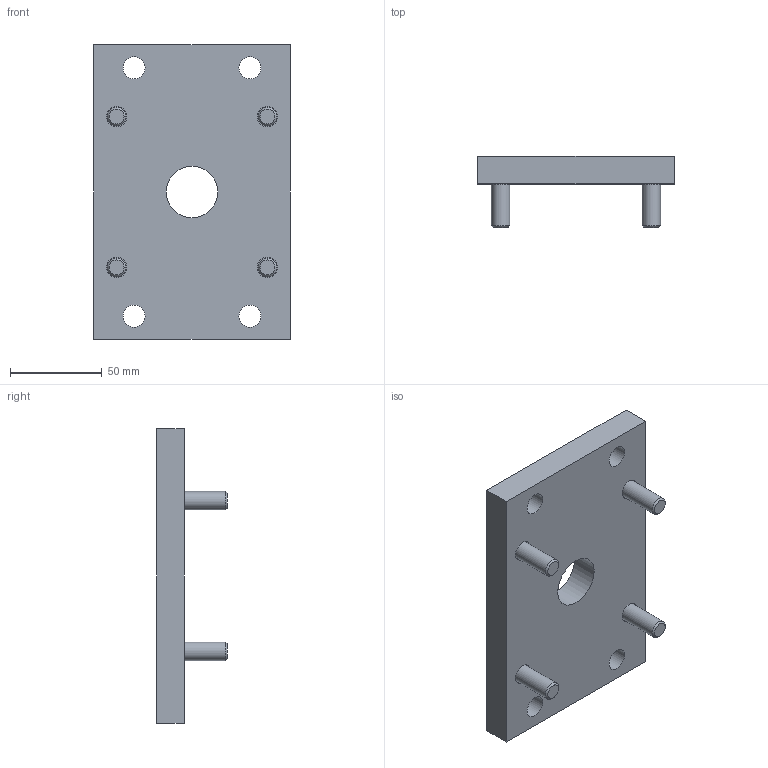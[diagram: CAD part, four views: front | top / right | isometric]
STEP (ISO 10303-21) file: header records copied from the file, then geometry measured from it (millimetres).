
FILE_DESCRIPTION(/* description */ ('STEP AP214'),/* implementation_level */ '2;1');
FILE_NAME(/* name */ '157306_FUA-80',/* time_stamp */ '2024-08-26T02:42:22+02:00',/* author */ ('License CC BY-ND 4.0'),/* organization */ ('CADENAS'),/* preprocessor_version */ 'ST-DEVELOPER v19.3',/* originating_system */ 'PARTsolutions',/* authorisation */ ' ');
FILE_SCHEMA (('AUTOMOTIVE_DESIGN {1 0 10303 214 3 1 1}'));
Length unit declared in the file: millimetre
Products named in the file (3): 157306 FUA-80; 157306 FUA-80---(F); DIN-6912 - M10x30(F)
Assembly tree (5 placements, depth 2):
  157306 FUA-80
    157306 FUA-80---(F)
    DIN-6912 - M10x30(F)  x4
Bounding box: 107 x 38.5 x 160 mm (x, y, z)
Volume: 242921.8 mm3; surface area: 52795.6 mm2
Topology: 5 solids, 5 shells, 139 faces, 275 edges, 154 vertices
Faces by surface type: plane 70, cone 36, cylinder 25, torus 8
Full cylindrical faces by diameter (mm): 5 x4, 10 x4, 11 x4, 12 x4, 16 x4, 18 x4, 28 x1
Entity records: 1386 total; most frequent: DIRECTION 240, CARTESIAN_POINT 231, ORIENTED_EDGE 166, AXIS2_PLACEMENT_3D 105, FACE_BOUND 97, EDGE_LOOP 96, EDGE_CURVE 83, VERTEX_POINT 62
